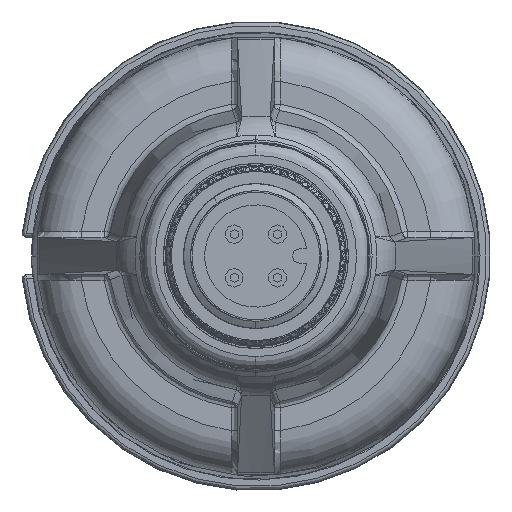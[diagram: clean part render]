
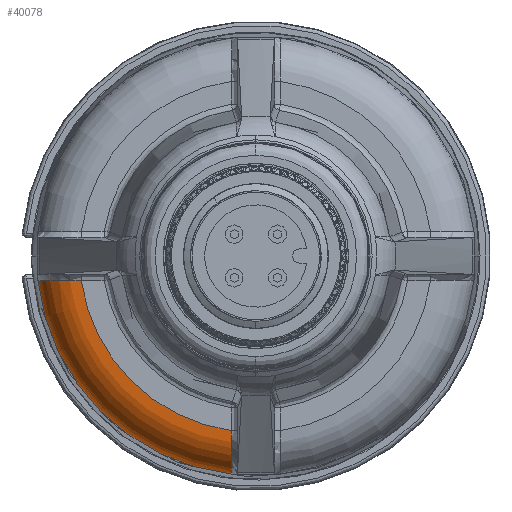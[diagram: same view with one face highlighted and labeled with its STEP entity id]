
A CAD part, left-side view. The second image highlights one B-rep face of the part: STEP entity #40078.
In plain terms, the highlighted toroidal (fillet/blend) face has major radius 14.311 mm and minor radius 3.5 mm.
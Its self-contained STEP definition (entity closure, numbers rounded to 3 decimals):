
#529=CARTESIAN_POINT('',(-590.161,0.,0.));
#530=DIRECTION('',(-1.,0.,0.));
#531=DIRECTION('',(0.,0.994,-0.113));
#532=AXIS2_PLACEMENT_3D('',#529,#530,#531);
#1355=CARTESIAN_POINT('',(-590.161,17.697,
-2.004));
#1356=CARTESIAN_POINT('',(-590.207,17.696,
-2.003));
#1357=CARTESIAN_POINT('',(-590.3,17.693,
-2.001));
#1358=CARTESIAN_POINT('',(-590.439,17.682,
-1.999));
#1359=CARTESIAN_POINT('',(-590.577,17.666,
-1.996));
#1360=CARTESIAN_POINT('',(-590.714,17.645,
-1.994));
#1361=CARTESIAN_POINT('',(-590.85,17.618,
-1.991));
#1362=CARTESIAN_POINT('',(-590.985,17.586,
-1.989));
#1363=CARTESIAN_POINT('',(-591.119,17.548,
-1.987));
#1364=CARTESIAN_POINT('',(-591.251,17.505,
-1.985));
#1365=CARTESIAN_POINT('',(-591.381,17.456,
-1.983));
#1366=CARTESIAN_POINT('',(-591.51,17.403,
-1.981));
#1367=CARTESIAN_POINT('',(-591.636,17.344,
-1.98));
#1368=CARTESIAN_POINT('',(-591.76,17.28,
-1.978));
#1369=CARTESIAN_POINT('',(-591.881,17.212,
-1.977));
#1370=CARTESIAN_POINT('',(-591.999,17.138,
-1.975));
#1371=CARTESIAN_POINT('',(-592.115,17.06,
-1.974));
#1372=CARTESIAN_POINT('',(-592.227,16.977,
-1.973));
#1373=CARTESIAN_POINT('',(-592.336,16.89,
-1.972));
#1374=CARTESIAN_POINT('',(-592.441,16.798,
-1.971));
#1375=CARTESIAN_POINT('',(-592.543,16.703,
-1.97));
#1376=CARTESIAN_POINT('',(-592.64,16.603,
-1.97));
#1377=CARTESIAN_POINT('',(-592.734,16.499,
-1.97));
#1378=CARTESIAN_POINT('',(-592.824,16.392,
-1.969));
#1379=CARTESIAN_POINT('',(-592.909,16.281,
-1.969));
#1380=CARTESIAN_POINT('',(-592.99,16.167,
-1.969));
#1381=CARTESIAN_POINT('',(-593.067,16.049,
-1.97));
#1382=CARTESIAN_POINT('',(-593.138,15.928,
-1.97));
#1383=CARTESIAN_POINT('',(-593.205,15.805,
-1.971));
#1384=CARTESIAN_POINT('',(-593.267,15.678,
-1.971));
#1385=CARTESIAN_POINT('',(-593.324,15.55,
-1.972));
#1386=CARTESIAN_POINT('',(-593.376,15.419,
-1.973));
#1387=CARTESIAN_POINT('',(-593.423,15.285,
-1.975));
#1388=CARTESIAN_POINT('',(-593.464,15.15,
-1.976));
#1389=CARTESIAN_POINT('',(-593.5,15.014,
-1.978));
#1390=CARTESIAN_POINT('',(-593.531,14.876,
-1.98));
#1391=CARTESIAN_POINT('',(-593.556,14.736,
-1.982));
#1392=CARTESIAN_POINT('',(-593.576,14.596,
-1.984));
#1393=CARTESIAN_POINT('',(-593.59,14.455,
-1.986));
#1394=CARTESIAN_POINT('',(-593.598,14.313,
-1.989));
#1395=CARTESIAN_POINT('',(-593.6,14.219,
-1.99));
#1396=CARTESIAN_POINT('',(-593.6,14.171,-1.991));
#1398=CARTESIAN_POINT('',(-593.6,1.991,-14.171));
#1399=CARTESIAN_POINT('',(-593.6,1.99,
-14.219));
#1400=CARTESIAN_POINT('',(-593.598,1.989,
-14.313));
#1401=CARTESIAN_POINT('',(-593.59,1.986,
-14.455));
#1402=CARTESIAN_POINT('',(-593.576,1.984,
-14.596));
#1403=CARTESIAN_POINT('',(-593.556,1.982,
-14.737));
#1404=CARTESIAN_POINT('',(-593.531,1.98,
-14.876));
#1405=CARTESIAN_POINT('',(-593.5,1.978,
-15.014));
#1406=CARTESIAN_POINT('',(-593.464,1.976,
-15.151));
#1407=CARTESIAN_POINT('',(-593.423,1.975,
-15.286));
#1408=CARTESIAN_POINT('',(-593.376,1.973,
-15.419));
#1409=CARTESIAN_POINT('',(-593.324,1.972,
-15.55));
#1410=CARTESIAN_POINT('',(-593.267,1.971,
-15.679));
#1411=CARTESIAN_POINT('',(-593.205,1.971,
-15.805));
#1412=CARTESIAN_POINT('',(-593.138,1.97,
-15.928));
#1413=CARTESIAN_POINT('',(-593.067,1.97,
-16.049));
#1414=CARTESIAN_POINT('',(-592.99,1.969,
-16.167));
#1415=CARTESIAN_POINT('',(-592.909,1.969,
-16.281));
#1416=CARTESIAN_POINT('',(-592.824,1.969,
-16.392));
#1417=CARTESIAN_POINT('',(-592.734,1.97,
-16.499));
#1418=CARTESIAN_POINT('',(-592.64,1.97,
-16.603));
#1419=CARTESIAN_POINT('',(-592.542,1.97,
-16.703));
#1420=CARTESIAN_POINT('',(-592.441,1.971,
-16.799));
#1421=CARTESIAN_POINT('',(-592.336,1.972,
-16.89));
#1422=CARTESIAN_POINT('',(-592.227,1.973,
-16.977));
#1423=CARTESIAN_POINT('',(-592.114,1.974,
-17.06));
#1424=CARTESIAN_POINT('',(-591.999,1.975,
-17.138));
#1425=CARTESIAN_POINT('',(-591.881,1.977,
-17.212));
#1426=CARTESIAN_POINT('',(-591.76,1.978,
-17.28));
#1427=CARTESIAN_POINT('',(-591.636,1.98,
-17.344));
#1428=CARTESIAN_POINT('',(-591.51,1.981,
-17.403));
#1429=CARTESIAN_POINT('',(-591.382,1.983,
-17.456));
#1430=CARTESIAN_POINT('',(-591.251,1.985,
-17.505));
#1431=CARTESIAN_POINT('',(-591.119,1.987,
-17.548));
#1432=CARTESIAN_POINT('',(-590.985,1.989,
-17.586));
#1433=CARTESIAN_POINT('',(-590.85,1.991,
-17.618));
#1434=CARTESIAN_POINT('',(-590.714,1.994,
-17.645));
#1435=CARTESIAN_POINT('',(-590.577,1.996,
-17.666));
#1436=CARTESIAN_POINT('',(-590.439,1.999,
-17.682));
#1437=CARTESIAN_POINT('',(-590.3,2.001,
-17.693));
#1438=CARTESIAN_POINT('',(-590.207,2.003,
-17.696));
#1439=CARTESIAN_POINT('',(-590.161,2.004,
-17.697));
#1595=CARTESIAN_POINT('',(-593.6,0.,0.));
#1596=DIRECTION('',(-1.,0.,0.));
#1597=DIRECTION('',(0.,0.99,-0.139));
#1598=AXIS2_PLACEMENT_3D('',#1595,#1596,#1597);
#35631=CARTESIAN_POINT('',(-593.6,14.171,-1.991));
#35632=VERTEX_POINT('',#35631);
#35658=CARTESIAN_POINT('',(-590.161,17.697,
-2.004));
#35659=CARTESIAN_POINT('',(-590.161,2.004,
-17.697));
#35660=VERTEX_POINT('',#35658);
#35661=VERTEX_POINT('',#35659);
#35662=CARTESIAN_POINT('',(-593.6,1.991,-14.171));
#35663=VERTEX_POINT('',#35662);
#40065=CARTESIAN_POINT('',(-590.1,0.,0.));
#40066=DIRECTION('',(-1.,0.,0.));
#40067=DIRECTION('',(0.,-0.04,0.999));
#40068=AXIS2_PLACEMENT_3D('',#40065,#40066,#40067);
#40069=TOROIDAL_SURFACE('',#40068,14.311,3.5);
#40070=ORIENTED_EDGE('',*,*,#39236,.F.);
#40072=ORIENTED_EDGE('',*,*,#40071,.T.);
#40074=ORIENTED_EDGE('',*,*,#40073,.T.);
#40075=ORIENTED_EDGE('',*,*,#40056,.T.);
#40076=EDGE_LOOP('',(#40070,#40072,#40074,#40075));
#40077=FACE_OUTER_BOUND('',#40076,.F.);
#40078=ADVANCED_FACE('',(#40077),#40069,.T.);
#533=CIRCLE('',#532,17.81);
#1397=B_SPLINE_CURVE_WITH_KNOTS('',3,(#1355,#1356,#1357,#1358,#1359,#1360,#1361,
#1362,#1363,#1364,#1365,#1366,#1367,#1368,#1369,#1370,#1371,#1372,#1373,#1374,
#1375,#1376,#1377,#1378,#1379,#1380,#1381,#1382,#1383,#1384,#1385,#1386,#1387,
#1388,#1389,#1390,#1391,#1392,#1393,#1394,#1395,#1396),.UNSPECIFIED.,.F.,.F.,(4,
1,1,1,1,1,1,1,1,1,1,1,1,1,1,1,1,1,1,1,1,1,1,1,1,1,1,1,1,1,1,1,1,1,1,1,1,1,1,4),(
0.,0.026,0.051,0.077,0.103,
0.128,0.154,0.179,0.205,
0.231,0.256,0.282,0.308,
0.333,0.359,0.385,0.41,
0.436,0.462,0.487,0.513,
0.538,0.564,0.59,0.615,
0.641,0.667,0.692,0.718,
0.744,0.769,0.795,0.821,
0.846,0.872,0.897,0.923,
0.949,0.974,1.),.UNSPECIFIED.);
#1440=B_SPLINE_CURVE_WITH_KNOTS('',3,(#1398,#1399,#1400,#1401,#1402,#1403,#1404,
#1405,#1406,#1407,#1408,#1409,#1410,#1411,#1412,#1413,#1414,#1415,#1416,#1417,
#1418,#1419,#1420,#1421,#1422,#1423,#1424,#1425,#1426,#1427,#1428,#1429,#1430,
#1431,#1432,#1433,#1434,#1435,#1436,#1437,#1438,#1439),.UNSPECIFIED.,.F.,.F.,(4,
1,1,1,1,1,1,1,1,1,1,1,1,1,1,1,1,1,1,1,1,1,1,1,1,1,1,1,1,1,1,1,1,1,1,1,1,1,1,4),(
0.,0.026,0.051,0.077,0.103,
0.128,0.154,0.179,0.205,
0.231,0.256,0.282,0.308,
0.333,0.359,0.385,0.41,
0.436,0.462,0.487,0.513,
0.538,0.564,0.59,0.615,
0.641,0.667,0.692,0.718,
0.744,0.769,0.795,0.821,
0.846,0.872,0.897,0.923,
0.949,0.974,1.),.UNSPECIFIED.);
#1599=CIRCLE('',#1598,14.311);
#39236=EDGE_CURVE('',#35660,#35661,#533,.T.);
#40056=EDGE_CURVE('',#35663,#35661,#1440,.T.);
#40071=EDGE_CURVE('',#35660,#35632,#1397,.T.);
#40073=EDGE_CURVE('',#35632,#35663,#1599,.T.);
